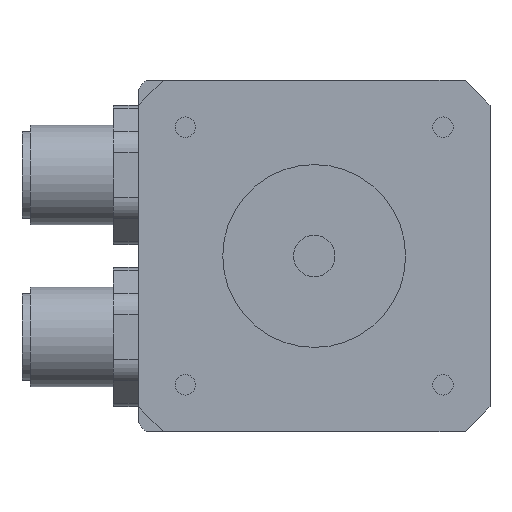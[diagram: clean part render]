
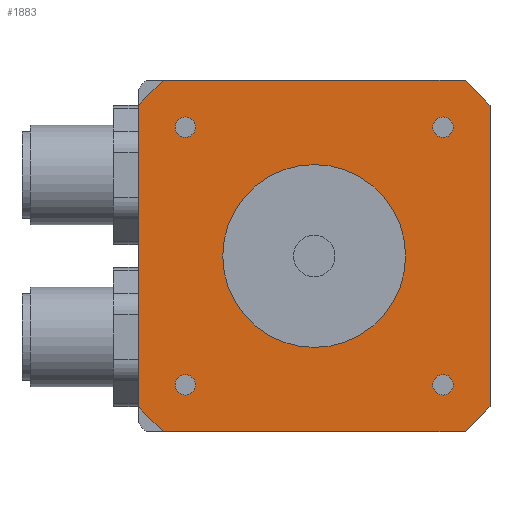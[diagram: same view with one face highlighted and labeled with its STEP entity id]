
A CAD part, left-side view. The second image highlights one B-rep face of the part: STEP entity #1883.
In plain terms, the highlighted planar face has unit normal (-1, 0, 0).
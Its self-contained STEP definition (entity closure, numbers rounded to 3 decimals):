
#28=FACE_BOUND('',#357,.T.);
#29=FACE_BOUND('',#358,.T.);
#30=FACE_BOUND('',#359,.T.);
#31=FACE_BOUND('',#360,.T.);
#32=FACE_BOUND('',#361,.T.);
#102=CIRCLE('',#2023,1.23);
#103=CIRCLE('',#2024,1.23);
#104=CIRCLE('',#2025,1.23);
#105=CIRCLE('',#2026,1.23);
#106=CIRCLE('',#2027,1.23);
#107=CIRCLE('',#2028,1.23);
#108=CIRCLE('',#2029,1.23);
#109=CIRCLE('',#2030,1.23);
#110=CIRCLE('',#2031,11.);
#111=CIRCLE('',#2032,11.);
#241=FACE_OUTER_BOUND('',#356,.T.);
#356=EDGE_LOOP('',(#1319,#1320,#1321,#1322,#1323,#1324,#1325,#1326));
#357=EDGE_LOOP('',(#1327,#1328));
#358=EDGE_LOOP('',(#1329,#1330));
#359=EDGE_LOOP('',(#1331,#1332));
#360=EDGE_LOOP('',(#1333,#1334));
#361=EDGE_LOOP('',(#1335,#1336));
#499=LINE('',#2928,#645);
#515=LINE('',#2964,#661);
#526=LINE('',#2988,#672);
#532=LINE('',#3001,#678);
#534=LINE('',#3005,#680);
#535=LINE('',#3007,#681);
#536=LINE('',#3008,#682);
#537=LINE('',#3009,#683);
#645=VECTOR('',#2274,10.);
#661=VECTOR('',#2300,10.);
#672=VECTOR('',#2317,10.);
#678=VECTOR('',#2329,10.);
#680=VECTOR('',#2333,10.);
#681=VECTOR('',#2334,10.);
#682=VECTOR('',#2335,10.);
#683=VECTOR('',#2336,10.);
#790=VERTEX_POINT('',#2925);
#791=VERTEX_POINT('',#2927);
#805=VERTEX_POINT('',#2961);
#806=VERTEX_POINT('',#2963);
#815=VERTEX_POINT('',#2985);
#816=VERTEX_POINT('',#2987);
#821=VERTEX_POINT('',#3004);
#822=VERTEX_POINT('',#3006);
#823=VERTEX_POINT('',#3010);
#824=VERTEX_POINT('',#3011);
#825=VERTEX_POINT('',#3014);
#826=VERTEX_POINT('',#3015);
#827=VERTEX_POINT('',#3018);
#828=VERTEX_POINT('',#3019);
#829=VERTEX_POINT('',#3022);
#830=VERTEX_POINT('',#3023);
#831=VERTEX_POINT('',#3026);
#832=VERTEX_POINT('',#3027);
#985=EDGE_CURVE('',#791,#790,#499,.T.);
#1003=EDGE_CURVE('',#806,#805,#515,.T.);
#1015=EDGE_CURVE('',#816,#815,#526,.T.);
#1022=EDGE_CURVE('',#806,#790,#532,.T.);
#1024=EDGE_CURVE('',#821,#805,#534,.T.);
#1025=EDGE_CURVE('',#821,#822,#535,.T.);
#1026=EDGE_CURVE('',#816,#822,#536,.T.);
#1027=EDGE_CURVE('',#791,#815,#537,.T.);
#1028=EDGE_CURVE('',#823,#824,#102,.T.);
#1029=EDGE_CURVE('',#824,#823,#103,.T.);
#1030=EDGE_CURVE('',#825,#826,#104,.T.);
#1031=EDGE_CURVE('',#826,#825,#105,.T.);
#1032=EDGE_CURVE('',#827,#828,#106,.T.);
#1033=EDGE_CURVE('',#828,#827,#107,.T.);
#1034=EDGE_CURVE('',#829,#830,#108,.T.);
#1035=EDGE_CURVE('',#830,#829,#109,.T.);
#1036=EDGE_CURVE('',#831,#832,#110,.T.);
#1037=EDGE_CURVE('',#832,#831,#111,.T.);
#1319=ORIENTED_EDGE('',*,*,#1022,.F.);
#1320=ORIENTED_EDGE('',*,*,#1003,.T.);
#1321=ORIENTED_EDGE('',*,*,#1024,.F.);
#1322=ORIENTED_EDGE('',*,*,#1025,.T.);
#1323=ORIENTED_EDGE('',*,*,#1026,.F.);
#1324=ORIENTED_EDGE('',*,*,#1015,.T.);
#1325=ORIENTED_EDGE('',*,*,#1027,.F.);
#1326=ORIENTED_EDGE('',*,*,#985,.T.);
#1327=ORIENTED_EDGE('',*,*,#1028,.T.);
#1328=ORIENTED_EDGE('',*,*,#1029,.T.);
#1329=ORIENTED_EDGE('',*,*,#1030,.T.);
#1330=ORIENTED_EDGE('',*,*,#1031,.T.);
#1331=ORIENTED_EDGE('',*,*,#1032,.T.);
#1332=ORIENTED_EDGE('',*,*,#1033,.T.);
#1333=ORIENTED_EDGE('',*,*,#1034,.T.);
#1334=ORIENTED_EDGE('',*,*,#1035,.T.);
#1335=ORIENTED_EDGE('',*,*,#1036,.T.);
#1336=ORIENTED_EDGE('',*,*,#1037,.T.);
#1822=PLANE('',#2022);
#1883=ADVANCED_FACE('',(#241,#28,#29,#30,#31,#32),#1822,.T.);
#2022=AXIS2_PLACEMENT_3D('',#3003,#2331,#2332);
#2023=AXIS2_PLACEMENT_3D('',#3012,#2337,#2338);
#2024=AXIS2_PLACEMENT_3D('',#3013,#2339,#2340);
#2025=AXIS2_PLACEMENT_3D('',#3016,#2341,#2342);
#2026=AXIS2_PLACEMENT_3D('',#3017,#2343,#2344);
#2027=AXIS2_PLACEMENT_3D('',#3020,#2345,#2346);
#2028=AXIS2_PLACEMENT_3D('',#3021,#2347,#2348);
#2029=AXIS2_PLACEMENT_3D('',#3024,#2349,#2350);
#2030=AXIS2_PLACEMENT_3D('',#3025,#2351,#2352);
#2031=AXIS2_PLACEMENT_3D('',#3028,#2353,#2354);
#2032=AXIS2_PLACEMENT_3D('',#3029,#2355,#2356);
#2274=DIRECTION('',(0.,0.,1.));
#2300=DIRECTION('',(0.,1.,0.));
#2317=DIRECTION('',(0.,-1.,0.));
#2329=DIRECTION('',(0.,-0.707,-0.707));
#2331=DIRECTION('center_axis',(-1.,0.,0.));
#2332=DIRECTION('ref_axis',(0.,0.,1.));
#2333=DIRECTION('',(0.,-0.707,0.707));
#2334=DIRECTION('',(0.,0.,-1.));
#2335=DIRECTION('',(0.,0.707,0.707));
#2336=DIRECTION('',(0.,0.707,-0.707));
#2337=DIRECTION('center_axis',(1.,0.,0.));
#2338=DIRECTION('ref_axis',(0.,0.,1.));
#2339=DIRECTION('center_axis',(1.,0.,0.));
#2340=DIRECTION('ref_axis',(0.,0.,1.));
#2341=DIRECTION('center_axis',(1.,0.,0.));
#2342=DIRECTION('ref_axis',(0.,0.,1.));
#2343=DIRECTION('center_axis',(1.,0.,0.));
#2344=DIRECTION('ref_axis',(0.,0.,1.));
#2345=DIRECTION('center_axis',(1.,0.,0.));
#2346=DIRECTION('ref_axis',(0.,0.,1.));
#2347=DIRECTION('center_axis',(1.,0.,0.));
#2348=DIRECTION('ref_axis',(0.,0.,1.));
#2349=DIRECTION('center_axis',(1.,0.,0.));
#2350=DIRECTION('ref_axis',(0.,0.,1.));
#2351=DIRECTION('center_axis',(1.,0.,0.));
#2352=DIRECTION('ref_axis',(0.,0.,1.));
#2353=DIRECTION('center_axis',(1.,0.,0.));
#2354=DIRECTION('ref_axis',(0.,0.,-1.));
#2355=DIRECTION('center_axis',(1.,0.,0.));
#2356=DIRECTION('ref_axis',(0.,0.,-1.));
#2925=CARTESIAN_POINT('',(0.,-21.15,18.15));
#2927=CARTESIAN_POINT('',(0.,-21.15,-18.15));
#2928=CARTESIAN_POINT('',(0.,-21.15,-10.575));
#2961=CARTESIAN_POINT('',(0.,18.15,21.15));
#2963=CARTESIAN_POINT('',(0.,-18.15,21.15));
#2964=CARTESIAN_POINT('',(0.,4.425,21.15));
#2985=CARTESIAN_POINT('',(0.,-18.15,-21.15));
#2987=CARTESIAN_POINT('',(0.,18.15,-21.15));
#2988=CARTESIAN_POINT('',(0.,25.575,-21.15));
#3001=CARTESIAN_POINT('',(0.,-12.15,27.15));
#3003=CARTESIAN_POINT('Origin',(0.,30.,0.));
#3004=CARTESIAN_POINT('',(0.,21.15,18.15));
#3005=CARTESIAN_POINT('',(0.,27.15,12.15));
#3006=CARTESIAN_POINT('',(0.,21.15,-18.15));
#3007=CARTESIAN_POINT('',(0.,21.15,10.575));
#3008=CARTESIAN_POINT('',(0.,27.15,-12.15));
#3009=CARTESIAN_POINT('',(0.,-12.15,-27.15));
#3010=CARTESIAN_POINT('',(0.,-15.5,16.73));
#3011=CARTESIAN_POINT('',(0.,-15.5,14.271));
#3012=CARTESIAN_POINT('Origin',(0.,-15.5,15.5));
#3013=CARTESIAN_POINT('Origin',(0.,-15.5,15.5));
#3014=CARTESIAN_POINT('',(0.,15.5,-14.271));
#3015=CARTESIAN_POINT('',(0.,15.5,-16.73));
#3016=CARTESIAN_POINT('Origin',(0.,15.5,-15.5));
#3017=CARTESIAN_POINT('Origin',(0.,15.5,-15.5));
#3018=CARTESIAN_POINT('',(0.,15.5,16.73));
#3019=CARTESIAN_POINT('',(0.,15.5,14.271));
#3020=CARTESIAN_POINT('Origin',(0.,15.5,15.5));
#3021=CARTESIAN_POINT('Origin',(0.,15.5,15.5));
#3022=CARTESIAN_POINT('',(0.,-15.5,-14.271));
#3023=CARTESIAN_POINT('',(0.,-15.5,-16.73));
#3024=CARTESIAN_POINT('Origin',(0.,-15.5,-15.5));
#3025=CARTESIAN_POINT('Origin',(0.,-15.5,-15.5));
#3026=CARTESIAN_POINT('',(0.,11.,0.));
#3027=CARTESIAN_POINT('',(0.,-11.,0.));
#3028=CARTESIAN_POINT('Origin',(0.,0.,
0.));
#3029=CARTESIAN_POINT('Origin',(0.,0.,
0.));
